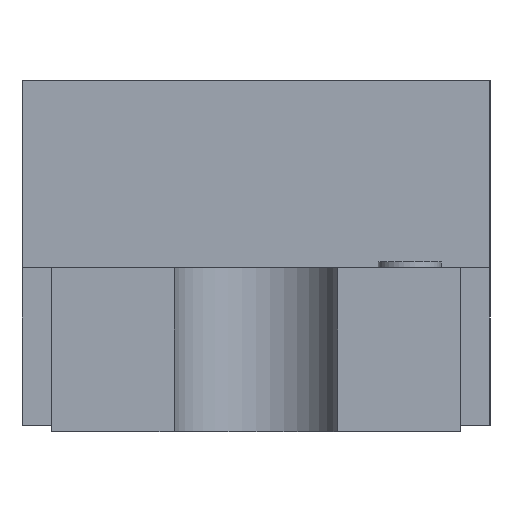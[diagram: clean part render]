
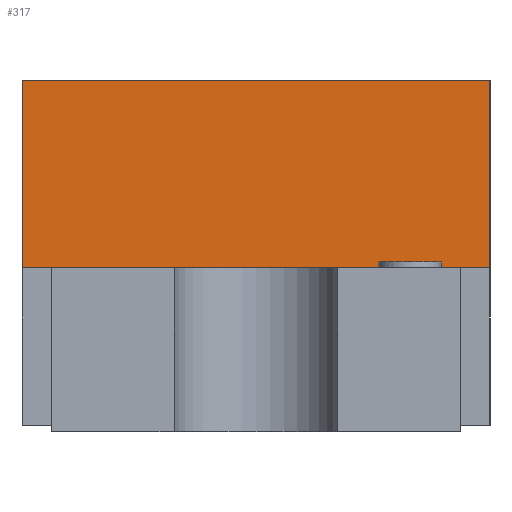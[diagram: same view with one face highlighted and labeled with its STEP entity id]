
A CAD part, left-side view. The second image highlights one B-rep face of the part: STEP entity #317.
In plain terms, the highlighted planar face has unit normal (-1, 0, 0).
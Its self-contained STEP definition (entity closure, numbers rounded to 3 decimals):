
#13=DIRECTION('',(0.,0.,1.));
#17=DIRECTION('',(1.,0.,0.));
#46=VECTOR('',#13,1.);
#73=VECTOR('',#74,1.);
#74=DIRECTION('',(0.,-1.,0.));
#317=ADVANCED_FACE('',(#318),#340,.F.);
#318=FACE_BOUND('',#319,.F.);
#319=EDGE_LOOP('',(#320,#327,#332,#337));
#320=ORIENTED_EDGE('',*,*,#321,.T.);
#321=EDGE_CURVE('',#322,#324,#326,.T.);
#322=VERTEX_POINT('',#323);
#323=CARTESIAN_POINT('',(-0.5,0.4,0.));
#324=VERTEX_POINT('',#325);
#325=CARTESIAN_POINT('',(-0.5,0.4,0.32));
#326=LINE('',#323,#46);
#327=ORIENTED_EDGE('',*,*,#328,.T.);
#328=EDGE_CURVE('',#324,#329,#331,.T.);
#329=VERTEX_POINT('',#330);
#330=CARTESIAN_POINT('',(-0.5,-0.4,0.32));
#331=LINE('',#325,#73);
#332=ORIENTED_EDGE('',*,*,#333,.F.);
#333=EDGE_CURVE('',#334,#329,#336,.T.);
#334=VERTEX_POINT('',#335);
#335=CARTESIAN_POINT('',(-0.5,-0.4,0.));
#336=LINE('',#335,#46);
#337=ORIENTED_EDGE('',*,*,#338,.F.);
#338=EDGE_CURVE('',#322,#334,#339,.T.);
#339=LINE('',#323,#73);
#340=PLANE('',#341);
#341=AXIS2_PLACEMENT_3D('',#323,#17,#74);
